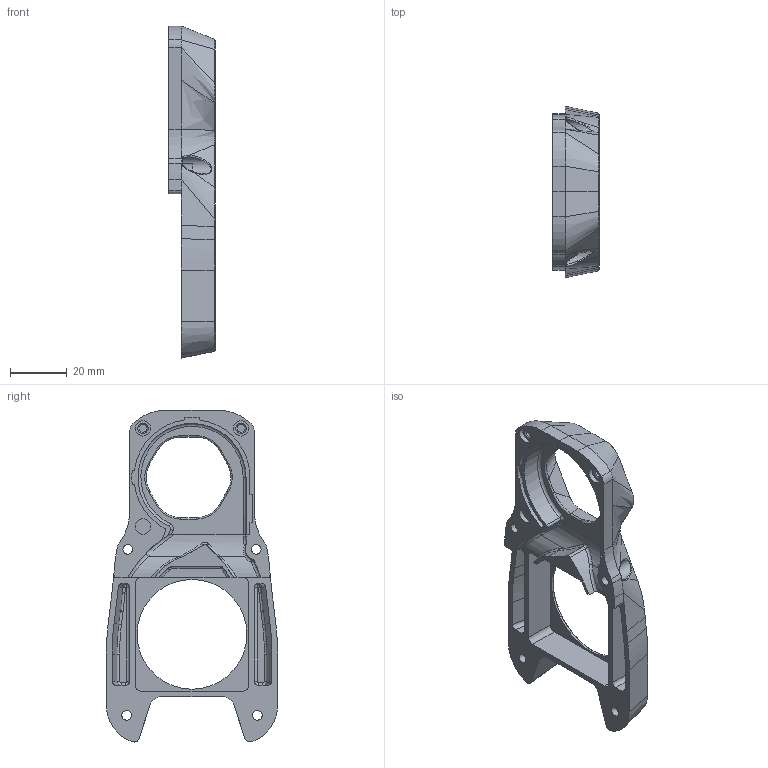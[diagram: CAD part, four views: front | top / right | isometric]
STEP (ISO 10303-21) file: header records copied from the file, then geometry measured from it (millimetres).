
FILE_DESCRIPTION(/* description */ (''),/* implementation_level */ '2;1');
FILE_NAME(/* name */ 'AB_Turbo_Mod.step',/* time_stamp */ '2022-04-02T15:14:52+02:00',/* author */ (''),/* organization */ (''),/* preprocessor_version */ 'ST-DEVELOPER v18.1',/* originating_system */ 'Autodesk Translation Framework v10.14.0.1471',/* authorisation */ '');
FILE_SCHEMA (('AUTOMOTIVE_DESIGN { 1 0 10303 214 3 1 1 }'));
Length unit declared in the file: millimetre
Products named in the file (1): Voron Afterburner Turbo Mod_Voron Afterburner Turbo Mod Front
Bounding box: 16.5 x 60.58 x 117.42 mm (x, y, z)
Volume: 28696.4 mm3; surface area: 17022.3 mm2
Topology: 1 solids, 1 shells, 373 faces, 948 edges, 585 vertices
Faces by surface type: plane 149, bspline 121, cylinder 84, cone 11, torus 7, sphere 1
Full cylindrical faces by diameter (mm): 2.9 x2, 3.4 x4, 5.4 x3, 6 x4, 38.8 x1
Entity records: 14722 total; most frequent: CARTESIAN_POINT 6296, ORIENTED_EDGE 1896, DIRECTION 1492, EDGE_CURVE 948, VERTEX_POINT 585, AXIS2_PLACEMENT_3D 499, LINE 494, VECTOR 494
